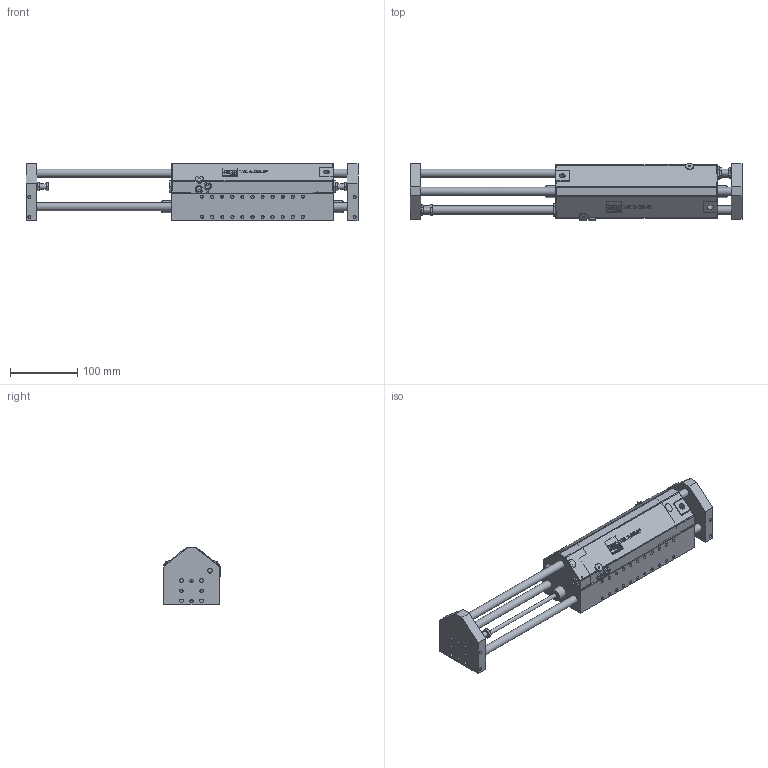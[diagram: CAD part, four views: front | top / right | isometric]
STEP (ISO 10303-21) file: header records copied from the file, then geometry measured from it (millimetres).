
FILE_DESCRIPTION((''),'2;1');
FILE_NAME('MSL2-180-3F.stp','2012-09-28T13:46:19',('hartung_david'),(''),'Autodesk Inventor 2012','Autodesk Inventor 2012','');
FILE_SCHEMA(('AUTOMOTIVE_DESIGN { 1 0 10303 214 1 1 1 1 }'));
Length unit declared in the file: millimetre
Products named in the file (3): MSL2-180-3F; MSL2-180-3F-010; MSL2-180-3F-020
Assembly tree (2 placements, depth 2):
  MSL2-180-3F
    MSL2-180-3F-010
    MSL2-180-3F-020
Bounding box: 494 x 85.51 x 86 mm (x, y, z)
Volume: 1635871.7 mm3; surface area: 300697.3 mm2
Topology: 2 solids, 34 shells, 1337 faces, 3446 edges, 2284 vertices
Faces by surface type: plane 617, cylinder 288, bspline 262, cone 164, revolution 4, torus 2
Full cylindrical faces by diameter (mm): 2.459 x2, 3.242 x2, 3.7 x2, 4 x2, 4.134 x36, 4.459 x48, 5 x38, 5.5 x8, 6 x6, 6.5 x2, 6.917 x2, 7 x2, 7.459 x2, 8 x6, 8.5 x2, 8.566 x2, 8.8 x2, 9.5 x4, 10 x12, 10.8 x2, 11 x10, 11.4 x2, 11.5 x2, 12 x14, 12.05 x2, 12.376 x2, 13 x2, 15 x4, 18 x2, 29 x2
Entity records: 40591 total; most frequent: CARTESIAN_POINT 10752, ORIENTED_EDGE 5696, DIRECTION 5066, EDGE_CURVE 2848, VERTEX_POINT 2048, EDGE_LOOP 1914, AXIS2_PLACEMENT_3D 1746, VECTOR 1570
